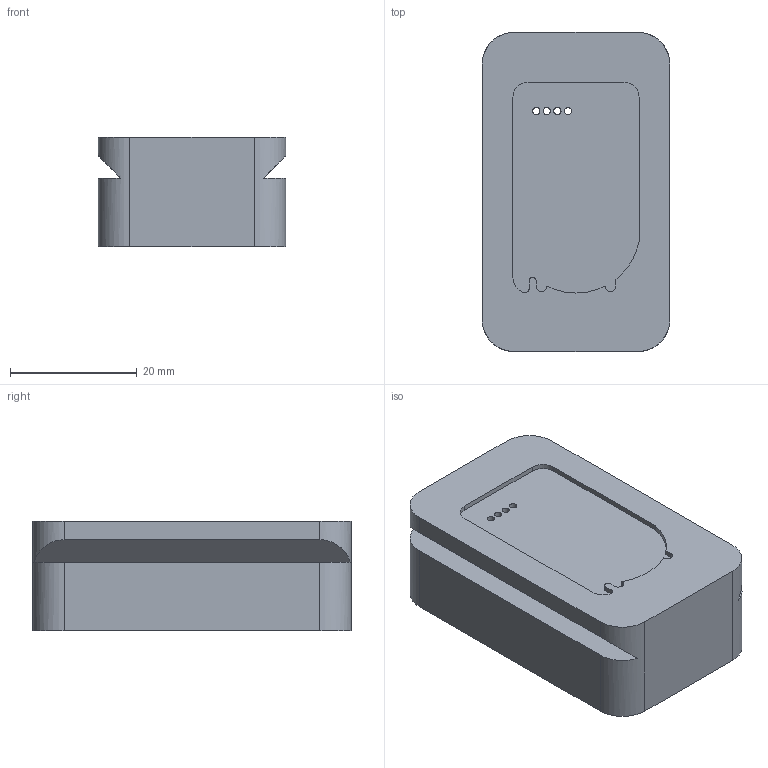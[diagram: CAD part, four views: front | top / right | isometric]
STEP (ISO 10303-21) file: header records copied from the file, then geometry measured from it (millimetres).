
FILE_DESCRIPTION(/* description */ (''),/* implementation_level */ '2;1');
FILE_NAME(/* name */ 'dock.step',/* time_stamp */ '2024-04-24T22:03:08-07:00',/* author */ (''),/* organization */ (''),/* preprocessor_version */ 'ST-DEVELOPER v20',/* originating_system */ 'Autodesk Translation Framework v12.20.1.177',/* authorisation */ '');
FILE_SCHEMA (('AUTOMOTIVE_DESIGN { 1 0 10303 214 3 1 1 }'));
Length unit declared in the file: millimetre
Products named in the file (2): square-tag-pogo-programmer; cable-cradle
Assembly tree (1 placements, depth 2):
  square-tag-pogo-programmer
    cable-cradle
Bounding box: 29.6 x 50.36 x 17.25 mm (x, y, z)
Volume: 23503.6 mm3; surface area: 6464.2 mm2
Topology: 1 solids, 1 shells, 60 faces, 159 edges, 102 vertices
Faces by surface type: plane 29, cylinder 27, sphere 4
Full cylindrical faces by diameter (mm): 1.15 x4
Entity records: 1927 total; most frequent: DIRECTION 347, CARTESIAN_POINT 324, ORIENTED_EDGE 318, EDGE_CURVE 159, AXIS2_PLACEMENT_3D 125, VERTEX_POINT 102, LINE 97, VECTOR 97
